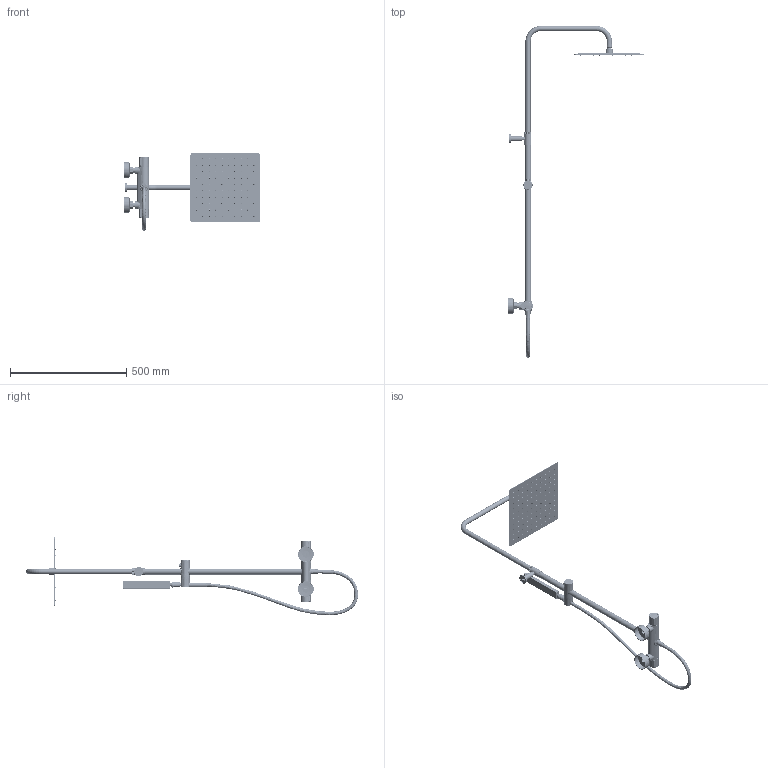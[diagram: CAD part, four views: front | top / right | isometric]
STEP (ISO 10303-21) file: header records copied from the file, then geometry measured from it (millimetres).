
FILE_DESCRIPTION (( 'STEP AP203' ), '1' );
FILE_NAME ('21DP08635.STEP', '2025-09-18T11:11:59', ( '' ), ( '' ), 'SwSTEP 2.0', 'SolidWorks 2021', '' );
FILE_SCHEMA (( 'CONFIG_CONTROL_DESIGN' ));
Products named in the file (1): 21DP08635
Bounding box: 586.4 x 1429.32 x 337.74 mm (x, y, z)
Volume: 875777.5 mm3; surface area: 1015517.6 mm2
Topology: 135 solids, 135 shells, 4668 faces, 10895 edges, 6992 vertices
Faces by surface type: plane 1760, bspline 1324, cylinder 1192, cone 354, torus 31, sphere 7
Full cylindrical faces by diameter (mm): 0.5 x44, 1.5 x100, 1.7 x100, 2.3 x1, 3.1 x102, 3.3 x102, 4 x1, 4.15 x1, 4.5 x3, 4.65 x1, 5 x101, 5.8 x8, 6 x1, 6.2 x1, 7 x1, 7.5 x1, 7.8 x1, 8 x1, 8.9 x1, 10 x101, 10.1 x1, 10.5 x1, 11 x6, 12 x1, 12.5 x2, 12.8 x2, 13.4 x1, 13.8 x1, 14 x2, 14.1 x1
Entity records: 228276 total; most frequent: CARTESIAN_POINT 143665, ORIENTED_EDGE 15814, DIRECTION 15056, EDGE_CURVE 7907, EDGE_LOOP 7776, FACE_OUTER_BOUND 6592, AXIS2_PLACEMENT_3D 6362, VERTEX_POINT 6219
